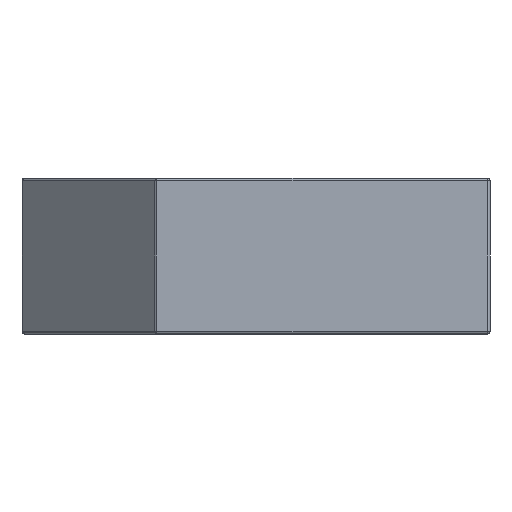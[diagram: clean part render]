
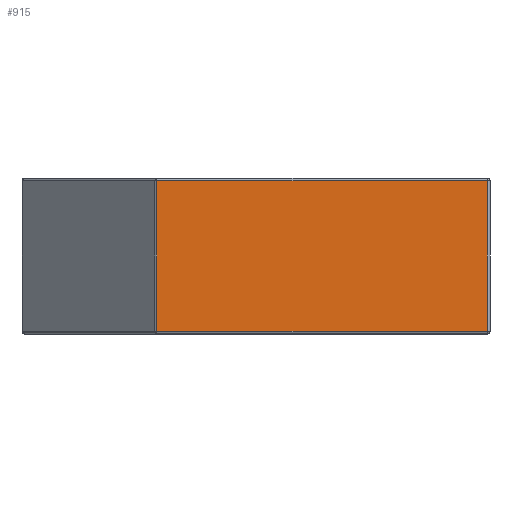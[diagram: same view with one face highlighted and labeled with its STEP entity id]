
A CAD part, front view. The second image highlights one B-rep face of the part: STEP entity #915.
In plain terms, the highlighted face is planar.
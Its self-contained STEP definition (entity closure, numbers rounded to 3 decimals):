
#187=DIRECTION('',(-1.,0.,0.));
#188=VECTOR('',#187,11.859);
#189=CARTESIAN_POINT('',(8.3,9.4,2.7));
#190=LINE('',#189,#188);
#191=DIRECTION('',(0.,0.,-1.));
#192=VECTOR('',#191,5.4);
#193=CARTESIAN_POINT('',(-3.559,9.4,2.7));
#194=LINE('',#193,#192);
#195=DIRECTION('',(1.,0.,0.));
#196=VECTOR('',#195,11.859);
#197=CARTESIAN_POINT('',(-3.559,9.4,-2.7));
#198=LINE('',#197,#196);
#199=DIRECTION('',(0.,0.,-1.));
#200=VECTOR('',#199,5.4);
#201=CARTESIAN_POINT('',(8.3,9.4,2.7));
#202=LINE('',#201,#200);
#515=CARTESIAN_POINT('',(8.3,9.4,2.7));
#516=CARTESIAN_POINT('',(-3.559,9.4,2.7));
#517=VERTEX_POINT('',#515);
#518=VERTEX_POINT('',#516);
#521=CARTESIAN_POINT('',(8.3,9.4,-2.7));
#522=VERTEX_POINT('',#521);
#529=CARTESIAN_POINT('',(-3.559,9.4,-2.7));
#530=VERTEX_POINT('',#529);
#902=CARTESIAN_POINT('',(8.4,9.4,-2.8));
#903=DIRECTION('',(0.,1.,0.));
#904=DIRECTION('',(-1.,0.,0.));
#905=AXIS2_PLACEMENT_3D('',#902,#903,#904);
#906=PLANE('',#905);
#907=ORIENTED_EDGE('',*,*,#892,.T.);
#908=ORIENTED_EDGE('',*,*,#840,.T.);
#910=ORIENTED_EDGE('',*,*,#909,.T.);
#912=ORIENTED_EDGE('',*,*,#911,.F.);
#913=EDGE_LOOP('',(#907,#908,#910,#912));
#914=FACE_OUTER_BOUND('',#913,.F.);
#915=ADVANCED_FACE('',(#914),#906,.T.);
#840=EDGE_CURVE('',#518,#530,#194,.T.);
#892=EDGE_CURVE('',#517,#518,#190,.T.);
#909=EDGE_CURVE('',#530,#522,#198,.T.);
#911=EDGE_CURVE('',#517,#522,#202,.T.);
